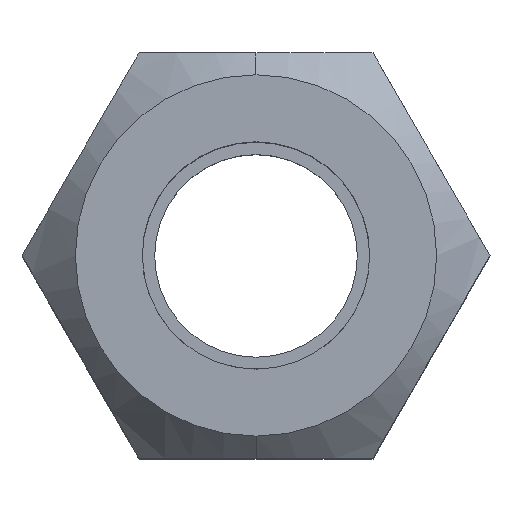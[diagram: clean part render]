
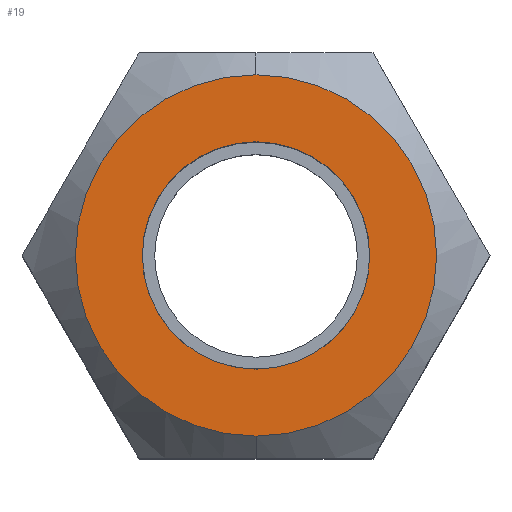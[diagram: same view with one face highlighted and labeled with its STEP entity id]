
A CAD part, top view. The second image highlights one B-rep face of the part: STEP entity #19.
In plain terms, the highlighted face is planar.
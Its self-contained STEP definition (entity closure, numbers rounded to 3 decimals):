
#2 = EDGE_LOOP ( 'NONE', ( #3, #13 ) ) ;
#3 = ORIENTED_EDGE ( 'NONE', *, *, #4, .T. ) ;
#4 = EDGE_CURVE ( 'NONE', #119, #47, #876, .T. ) ;
#8 = EDGE_LOOP ( 'NONE', ( #9, #310 ) ) ;
#9 = ORIENTED_EDGE ( 'NONE', *, *, #155, .F. ) ;
#13 = ORIENTED_EDGE ( 'NONE', *, *, #44, .T. ) ;
#19 = ADVANCED_FACE ( 'NONE', ( #840, #839 ), #844, .F. ) ;
#44 = EDGE_CURVE ( 'NONE', #47, #119, #1044, .T. ) ;
#47 = VERTEX_POINT ( 'NONE', #919 ) ;
#78 = VERTEX_POINT ( 'NONE', #1106 ) ;
#119 = VERTEX_POINT ( 'NONE', #1248 ) ;
#121 = VERTEX_POINT ( 'NONE', #1246 ) ;
#155 = EDGE_CURVE ( 'NONE', #121, #78, #1340, .T. ) ;
#310 = ORIENTED_EDGE ( 'NONE', *, *, #424, .F. ) ;
#424 = EDGE_CURVE ( 'NONE', #78, #121, #1916, .T. ) ;
#834 = DIRECTION ( 'NONE',  ( 0., -1., 0. ) ) ;
#835 = DIRECTION ( 'NONE',  ( 0., 0., 1. ) ) ;
#836 = CARTESIAN_POINT ( 'NONE',  ( 0., 20.785, -27.5 ) ) ;
#838 = AXIS2_PLACEMENT_3D ( 'NONE', #836, #835, #834 ) ;
#839 = FACE_OUTER_BOUND ( 'NONE', #8, .T. ) ;
#840 = FACE_BOUND ( 'NONE', #2, .T. ) ;
#844 = PLANE ( 'NONE',  #838 ) ;
#872 = DIRECTION ( 'NONE',  ( 0., -1., 0. ) ) ;
#873 = DIRECTION ( 'NONE',  ( 0., 0., 1. ) ) ;
#874 = CARTESIAN_POINT ( 'NONE',  ( 0., 0., -27.5 ) ) ;
#875 = AXIS2_PLACEMENT_3D ( 'NONE', #874, #873, #872 ) ;
#876 = CIRCLE ( 'NONE', #875, 10.1 ) ;
#919 = CARTESIAN_POINT ( 'NONE',  ( 0., 10.1, -27.5 ) ) ;
#1040 = DIRECTION ( 'NONE',  ( 0., -1., 0. ) ) ;
#1041 = DIRECTION ( 'NONE',  ( 0., 0., 1. ) ) ;
#1042 = CARTESIAN_POINT ( 'NONE',  ( 0., 0., -27.5 ) ) ;
#1043 = AXIS2_PLACEMENT_3D ( 'NONE', #1042, #1041, #1040 ) ;
#1044 = CIRCLE ( 'NONE', #1043, 10.1 ) ;
#1106 = CARTESIAN_POINT ( 'NONE',  ( 0., 16.048, -27.5 ) ) ;
#1246 = CARTESIAN_POINT ( 'NONE',  ( 0., -16.048, -27.5 ) ) ;
#1248 = CARTESIAN_POINT ( 'NONE',  ( 0., -10.1, -27.5 ) ) ;
#1340 = CIRCLE ( 'NONE', #1449, 16.048 ) ;
#1427 = DIRECTION ( 'NONE',  ( 0., -1., 0. ) ) ;
#1428 = DIRECTION ( 'NONE',  ( 0., 0., 1. ) ) ;
#1448 = CARTESIAN_POINT ( 'NONE',  ( 0., 0., -27.5 ) ) ;
#1449 = AXIS2_PLACEMENT_3D ( 'NONE', #1448, #1428, #1427 ) ;
#1896 = DIRECTION ( 'NONE',  ( 0., -1., 0. ) ) ;
#1897 = DIRECTION ( 'NONE',  ( 0., 0., 1. ) ) ;
#1898 = CARTESIAN_POINT ( 'NONE',  ( 0., 0., -27.5 ) ) ;
#1899 = AXIS2_PLACEMENT_3D ( 'NONE', #1898, #1897, #1896 ) ;
#1916 = CIRCLE ( 'NONE', #1899, 16.048 ) ;
